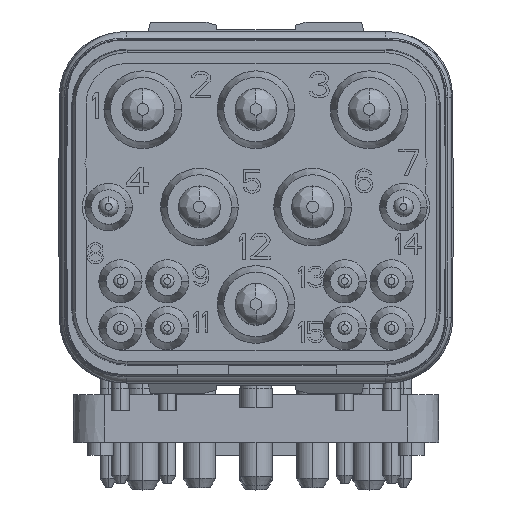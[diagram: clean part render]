
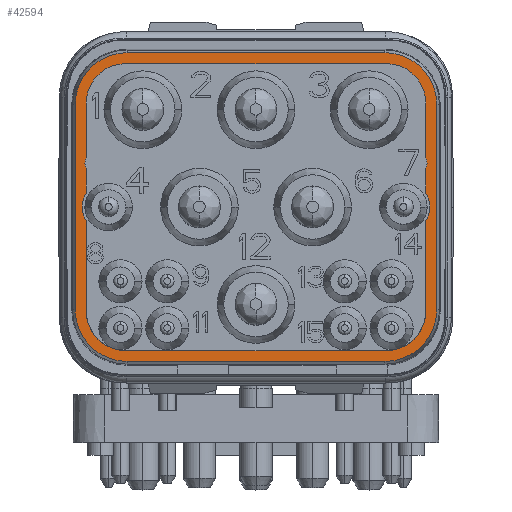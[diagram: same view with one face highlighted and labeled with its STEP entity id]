
A CAD part, top view. The second image highlights one B-rep face of the part: STEP entity #42594.
In plain terms, the highlighted planar face has unit normal (0, 0, 1).
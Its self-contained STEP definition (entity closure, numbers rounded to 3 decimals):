
#6802=CARTESIAN_POINT('',(-4.9,-3.9,4.18));
#6803=DIRECTION('',(0.,0.,-1.));
#6804=DIRECTION('',(0.,-1.,0.));
#6805=AXIS2_PLACEMENT_3D('',#6802,#6803,#6804);
#6807=DIRECTION('',(0.,1.,0.));
#6808=VECTOR('',#6807,7.8);
#6809=CARTESIAN_POINT('',(-6.866,-3.9,
4.18));
#6810=LINE('',#6809,#6808);
#6811=CARTESIAN_POINT('',(-4.9,3.9,4.18));
#6812=DIRECTION('',(0.,0.,-1.));
#6813=DIRECTION('',(-1.,0.,0.));
#6814=AXIS2_PLACEMENT_3D('',#6811,#6812,#6813);
#6816=DIRECTION('',(1.,0.,0.));
#6817=VECTOR('',#6816,9.8);
#6818=CARTESIAN_POINT('',(-4.9,5.866,4.18));
#6819=LINE('',#6818,#6817);
#6820=CARTESIAN_POINT('',(4.9,3.9,4.18));
#6821=DIRECTION('',(0.,0.,-1.));
#6822=DIRECTION('',(0.,1.,0.));
#6823=AXIS2_PLACEMENT_3D('',#6820,#6821,#6822);
#6825=DIRECTION('',(0.,-1.,0.));
#6826=VECTOR('',#6825,7.8);
#6827=CARTESIAN_POINT('',(6.866,3.9,4.18));
#6828=LINE('',#6827,#6826);
#6829=CARTESIAN_POINT('',(4.9,-3.9,4.18));
#6830=DIRECTION('',(0.,0.,-1.));
#6831=DIRECTION('',(1.,0.,0.));
#6832=AXIS2_PLACEMENT_3D('',#6829,#6830,#6831);
#6834=DIRECTION('',(-1.,0.,0.));
#6835=VECTOR('',#6834,9.8);
#6836=CARTESIAN_POINT('',(4.9,-5.866,4.18));
#6837=LINE('',#6836,#6835);
#6838=DIRECTION('',(0.,-1.,0.));
#6839=VECTOR('',#6838,0.937);
#6840=CARTESIAN_POINT('',(-6.45,1.464,4.18));
#6841=LINE('',#6840,#6839);
#6842=CARTESIAN_POINT('',(-5.6,0.,4.18));
#6843=DIRECTION('',(0.,0.,1.));
#6844=DIRECTION('',(-0.85,0.527,0.));
#6845=AXIS2_PLACEMENT_3D('',#6842,#6843,#6844);
#6847=DIRECTION('',(0.,-1.,0.));
#6848=VECTOR('',#6847,3.423);
#6849=CARTESIAN_POINT('',(-6.45,-0.527,4.18));
#6850=LINE('',#6849,#6848);
#6851=CARTESIAN_POINT('',(-4.95,-3.95,4.18));
#6852=DIRECTION('',(0.,0.,1.));
#6853=DIRECTION('',(-1.,0.,0.));
#6854=AXIS2_PLACEMENT_3D('',#6851,#6852,#6853);
#6856=DIRECTION('',(1.,0.,0.));
#6857=VECTOR('',#6856,9.9);
#6858=CARTESIAN_POINT('',(-4.95,-5.45,4.18));
#6859=LINE('',#6858,#6857);
#6860=CARTESIAN_POINT('',(4.95,-3.95,4.18));
#6861=DIRECTION('',(0.,0.,1.));
#6862=DIRECTION('',(0.,-1.,0.));
#6863=AXIS2_PLACEMENT_3D('',#6860,#6861,#6862);
#6865=DIRECTION('',(0.,1.,0.));
#6866=VECTOR('',#6865,3.423);
#6867=CARTESIAN_POINT('',(6.45,-3.95,4.18));
#6868=LINE('',#6867,#6866);
#6869=CARTESIAN_POINT('',(5.6,0.,4.18));
#6870=DIRECTION('',(0.,0.,1.));
#6871=DIRECTION('',(0.85,-0.527,0.));
#6872=AXIS2_PLACEMENT_3D('',#6869,#6870,#6871);
#6874=DIRECTION('',(0.,1.,0.));
#6875=VECTOR('',#6874,0.937);
#6876=CARTESIAN_POINT('',(6.45,0.527,4.18));
#6877=LINE('',#6876,#6875);
#6878=DIRECTION('',(0.,1.,0.));
#6879=VECTOR('',#6878,2.074);
#6880=CARTESIAN_POINT('',(6.45,1.876,4.18));
#6881=LINE('',#6880,#6879);
#6882=CARTESIAN_POINT('',(4.95,3.95,4.18));
#6883=DIRECTION('',(0.,0.,1.));
#6884=DIRECTION('',(1.,0.,0.));
#6885=AXIS2_PLACEMENT_3D('',#6882,#6883,#6884);
#6887=DIRECTION('',(-1.,0.,0.));
#6888=VECTOR('',#6887,9.9);
#6889=CARTESIAN_POINT('',(4.95,5.45,4.18));
#6890=LINE('',#6889,#6888);
#6891=CARTESIAN_POINT('',(-4.95,3.95,4.18));
#6892=DIRECTION('',(0.,0.,1.));
#6893=DIRECTION('',(0.,1.,0.));
#6894=AXIS2_PLACEMENT_3D('',#6891,#6892,#6893);
#6896=DIRECTION('',(0.,-1.,0.));
#6897=VECTOR('',#6896,2.074);
#6898=CARTESIAN_POINT('',(-6.45,3.95,4.18));
#6899=LINE('',#6898,#6897);
#6904=CARTESIAN_POINT('',(-6.05,1.67,4.18));
#6905=DIRECTION('',(0.,0.,-1.));
#6906=DIRECTION('',(-0.889,-0.458,0.));
#6907=AXIS2_PLACEMENT_3D('',#6904,#6905,#6906);
#9041=CARTESIAN_POINT('',(6.05,1.67,4.18));
#9042=DIRECTION('',(0.,0.,-1.));
#9043=DIRECTION('',(0.889,0.458,0.));
#9044=AXIS2_PLACEMENT_3D('',#9041,#9042,#9043);
#27478=CARTESIAN_POINT('',(-4.9,-5.866,4.18));
#27479=CARTESIAN_POINT('',(-6.866,-3.9,4.18));
#27480=VERTEX_POINT('',#27478);
#27481=VERTEX_POINT('',#27479);
#27482=CARTESIAN_POINT('',(-6.866,3.9,
4.18));
#27483=VERTEX_POINT('',#27482);
#27484=CARTESIAN_POINT('',(-4.9,5.866,4.18));
#27485=VERTEX_POINT('',#27484);
#27486=CARTESIAN_POINT('',(4.9,5.866,4.18));
#27487=VERTEX_POINT('',#27486);
#27488=CARTESIAN_POINT('',(6.866,3.9,4.18));
#27489=VERTEX_POINT('',#27488);
#27490=CARTESIAN_POINT('',(6.866,-3.9,
4.18));
#27491=VERTEX_POINT('',#27490);
#27492=CARTESIAN_POINT('',(4.9,-5.866,4.18));
#27493=VERTEX_POINT('',#27492);
#27538=CARTESIAN_POINT('',(4.95,-5.45,4.18));
#27539=CARTESIAN_POINT('',(6.45,-3.95,4.18));
#27540=VERTEX_POINT('',#27538);
#27541=VERTEX_POINT('',#27539);
#27542=CARTESIAN_POINT('',(6.45,3.95,4.18));
#27543=CARTESIAN_POINT('',(4.95,5.45,4.18));
#27544=VERTEX_POINT('',#27542);
#27545=VERTEX_POINT('',#27543);
#27546=CARTESIAN_POINT('',(-4.95,5.45,4.18));
#27547=VERTEX_POINT('',#27546);
#27548=CARTESIAN_POINT('',(-6.45,3.95,4.18));
#27549=VERTEX_POINT('',#27548);
#27550=CARTESIAN_POINT('',(-6.45,-3.95,4.18));
#27551=CARTESIAN_POINT('',(-4.95,-5.45,4.18));
#27552=VERTEX_POINT('',#27550);
#27553=VERTEX_POINT('',#27551);
#27554=CARTESIAN_POINT('',(-6.45,0.527,4.18));
#27555=CARTESIAN_POINT('',(-6.45,-0.527,4.18));
#27556=VERTEX_POINT('',#27554);
#27557=VERTEX_POINT('',#27555);
#27558=CARTESIAN_POINT('',(6.45,-0.527,4.18));
#27559=CARTESIAN_POINT('',(6.45,0.527,4.18));
#27560=VERTEX_POINT('',#27558);
#27561=VERTEX_POINT('',#27559);
#27562=CARTESIAN_POINT('',(6.45,1.464,4.18));
#27563=VERTEX_POINT('',#27562);
#27564=CARTESIAN_POINT('',(6.45,1.876,4.18));
#27565=VERTEX_POINT('',#27564);
#27566=CARTESIAN_POINT('',(-6.45,1.876,4.18));
#27567=VERTEX_POINT('',#27566);
#27568=CARTESIAN_POINT('',(-6.45,1.464,4.18));
#27569=VERTEX_POINT('',#27568);
#42544=CARTESIAN_POINT('',(7.5,-6.,4.18));
#42545=DIRECTION('',(0.,0.,-1.));
#42546=DIRECTION('',(0.,1.,0.));
#42547=AXIS2_PLACEMENT_3D('',#42544,#42545,#42546);
#42548=PLANE('',#42547);
#42549=ORIENTED_EDGE('',*,*,#42428,.T.);
#42550=ORIENTED_EDGE('',*,*,#42469,.T.);
#42551=ORIENTED_EDGE('',*,*,#42484,.T.);
#42553=ORIENTED_EDGE('',*,*,#42552,.T.);
#42554=ORIENTED_EDGE('',*,*,#42537,.T.);
#42555=ORIENTED_EDGE('',*,*,#42384,.T.);
#42556=ORIENTED_EDGE('',*,*,#42399,.T.);
#42557=ORIENTED_EDGE('',*,*,#42413,.T.);
#42558=EDGE_LOOP('',(#42549,#42550,#42551,#42553,#42554,#42555,#42556,#42557));
#42559=FACE_OUTER_BOUND('',#42558,.F.);
#42561=ORIENTED_EDGE('',*,*,#42560,.F.);
#42563=ORIENTED_EDGE('',*,*,#42562,.T.);
#42565=ORIENTED_EDGE('',*,*,#42564,.T.);
#42567=ORIENTED_EDGE('',*,*,#42566,.T.);
#42569=ORIENTED_EDGE('',*,*,#42568,.T.);
#42571=ORIENTED_EDGE('',*,*,#42570,.T.);
#42573=ORIENTED_EDGE('',*,*,#42572,.T.);
#42575=ORIENTED_EDGE('',*,*,#42574,.T.);
#42577=ORIENTED_EDGE('',*,*,#42576,.T.);
#42579=ORIENTED_EDGE('',*,*,#42578,.T.);
#42581=ORIENTED_EDGE('',*,*,#42580,.F.);
#42583=ORIENTED_EDGE('',*,*,#42582,.T.);
#42585=ORIENTED_EDGE('',*,*,#42584,.T.);
#42587=ORIENTED_EDGE('',*,*,#42586,.T.);
#42589=ORIENTED_EDGE('',*,*,#42588,.T.);
#42591=ORIENTED_EDGE('',*,*,#42590,.T.);
#42592=EDGE_LOOP('',(#42561,#42563,#42565,#42567,#42569,#42571,#42573,#42575,
#42577,#42579,#42581,#42583,#42585,#42587,#42589,#42591));
#42593=FACE_BOUND('',#42592,.F.);
#42594=ADVANCED_FACE('',(#42559,#42593),#42548,.F.);
#6806=CIRCLE('',#6805,1.966);
#6815=CIRCLE('',#6814,1.966);
#6824=CIRCLE('',#6823,1.966);
#6833=CIRCLE('',#6832,1.966);
#6846=CIRCLE('',#6845,1.);
#6855=CIRCLE('',#6854,1.5);
#6864=CIRCLE('',#6863,1.5);
#6873=CIRCLE('',#6872,1.);
#6886=CIRCLE('',#6885,1.5);
#6895=CIRCLE('',#6894,1.5);
#6908=CIRCLE('',#6907,0.45);
#9045=CIRCLE('',#9044,0.45);
#42384=EDGE_CURVE('',#27489,#27491,#6828,.T.);
#42399=EDGE_CURVE('',#27491,#27493,#6833,.T.);
#42413=EDGE_CURVE('',#27493,#27480,#6837,.T.);
#42428=EDGE_CURVE('',#27480,#27481,#6806,.T.);
#42469=EDGE_CURVE('',#27481,#27483,#6810,.T.);
#42484=EDGE_CURVE('',#27483,#27485,#6815,.T.);
#42537=EDGE_CURVE('',#27487,#27489,#6824,.T.);
#42552=EDGE_CURVE('',#27485,#27487,#6819,.T.);
#42560=EDGE_CURVE('',#27569,#27567,#6908,.T.);
#42562=EDGE_CURVE('',#27569,#27556,#6841,.T.);
#42564=EDGE_CURVE('',#27556,#27557,#6846,.T.);
#42566=EDGE_CURVE('',#27557,#27552,#6850,.T.);
#42568=EDGE_CURVE('',#27552,#27553,#6855,.T.);
#42570=EDGE_CURVE('',#27553,#27540,#6859,.T.);
#42572=EDGE_CURVE('',#27540,#27541,#6864,.T.);
#42574=EDGE_CURVE('',#27541,#27560,#6868,.T.);
#42576=EDGE_CURVE('',#27560,#27561,#6873,.T.);
#42578=EDGE_CURVE('',#27561,#27563,#6877,.T.);
#42580=EDGE_CURVE('',#27565,#27563,#9045,.T.);
#42582=EDGE_CURVE('',#27565,#27544,#6881,.T.);
#42584=EDGE_CURVE('',#27544,#27545,#6886,.T.);
#42586=EDGE_CURVE('',#27545,#27547,#6890,.T.);
#42588=EDGE_CURVE('',#27547,#27549,#6895,.T.);
#42590=EDGE_CURVE('',#27549,#27567,#6899,.T.);
